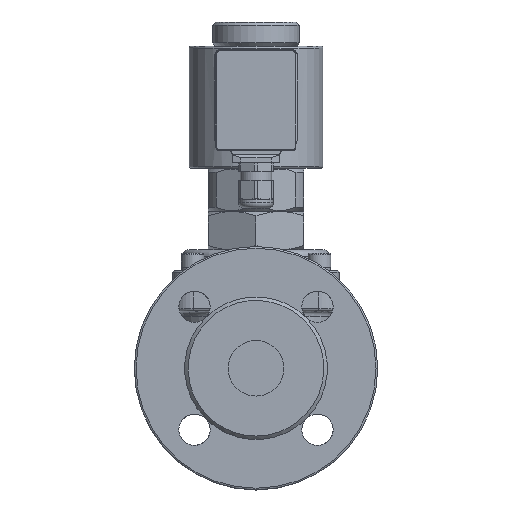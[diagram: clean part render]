
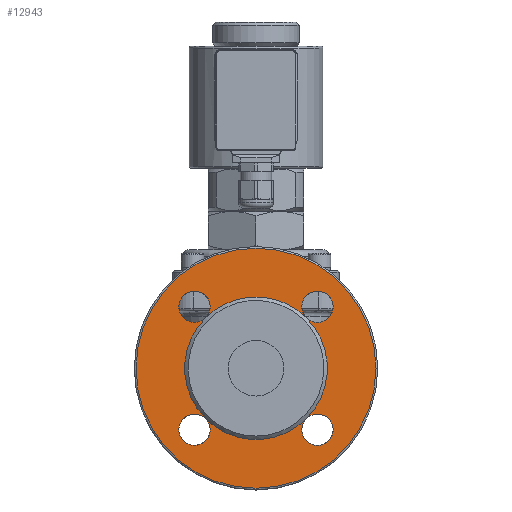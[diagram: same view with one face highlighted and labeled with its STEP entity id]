
A CAD part, front view. The second image highlights one B-rep face of the part: STEP entity #12943.
In plain terms, the highlighted planar face has unit normal (0, -1, 0).
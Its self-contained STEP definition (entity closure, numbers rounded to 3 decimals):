
#2795=PLANE('',#13781);
#3119=FACE_BOUND('',#4076,.T.);
#3253=FACE_OUTER_BOUND('',#4075,.T.);
#4075=EDGE_LOOP('',(#8782));
#4076=EDGE_LOOP('',(#8783,#8784,#8785,#8786,#8787,#8788,#8789,#8790));
#5012=CIRCLE('',#13771,9.);
#5014=CIRCLE('',#13774,9.);
#5016=CIRCLE('',#13777,9.);
#5018=CIRCLE('',#13780,9.);
#5019=CIRCLE('',#13782,69.);
#5020=CIRCLE('',#13783,41.);
#5021=CIRCLE('',#13784,41.);
#5022=CIRCLE('',#13785,41.);
#5023=CIRCLE('',#13786,41.);
#5442=VERTEX_POINT('',#17794);
#5444=VERTEX_POINT('',#17799);
#5446=VERTEX_POINT('',#17804);
#5448=VERTEX_POINT('',#17809);
#5449=VERTEX_POINT('',#17812);
#6757=EDGE_CURVE('',#5442,#5442,#5012,.T.);
#6759=EDGE_CURVE('',#5444,#5444,#5014,.T.);
#6761=EDGE_CURVE('',#5446,#5446,#5016,.T.);
#6763=EDGE_CURVE('',#5448,#5448,#5018,.T.);
#6764=EDGE_CURVE('',#5449,#5449,#5019,.T.);
#6765=EDGE_CURVE('',#5444,#5446,#5020,.T.);
#6766=EDGE_CURVE('',#5446,#5442,#5021,.T.);
#6767=EDGE_CURVE('',#5442,#5448,#5022,.T.);
#6768=EDGE_CURVE('',#5448,#5444,#5023,.T.);
#8782=ORIENTED_EDGE('',*,*,#6764,.F.);
#8783=ORIENTED_EDGE('',*,*,#6765,.T.);
#8784=ORIENTED_EDGE('',*,*,#6761,.T.);
#8785=ORIENTED_EDGE('',*,*,#6766,.T.);
#8786=ORIENTED_EDGE('',*,*,#6757,.T.);
#8787=ORIENTED_EDGE('',*,*,#6767,.T.);
#8788=ORIENTED_EDGE('',*,*,#6763,.T.);
#8789=ORIENTED_EDGE('',*,*,#6768,.T.);
#8790=ORIENTED_EDGE('',*,*,#6759,.T.);
#12943=ADVANCED_FACE('',(#3253,#3119),#2795,.T.);
#13771=AXIS2_PLACEMENT_3D('',#17795,#14850,#14851);
#13774=AXIS2_PLACEMENT_3D('',#17800,#14856,#14857);
#13777=AXIS2_PLACEMENT_3D('',#17805,#14862,#14863);
#13780=AXIS2_PLACEMENT_3D('',#17810,#14868,#14869);
#13781=AXIS2_PLACEMENT_3D('',#17811,#14870,#14871);
#13782=AXIS2_PLACEMENT_3D('',#17813,#14872,#14873);
#13783=AXIS2_PLACEMENT_3D('',#17814,#14874,#14875);
#13784=AXIS2_PLACEMENT_3D('',#17815,#14876,#14877);
#13785=AXIS2_PLACEMENT_3D('',#17816,#14878,#14879);
#13786=AXIS2_PLACEMENT_3D('',#17817,#14880,#14881);
#14850=DIRECTION('center_axis',(0.,1.,0.));
#14851=DIRECTION('ref_axis',(1.,0.,0.));
#14856=DIRECTION('center_axis',(0.,1.,0.));
#14857=DIRECTION('ref_axis',(1.,0.,0.));
#14862=DIRECTION('center_axis',(0.,1.,0.));
#14863=DIRECTION('ref_axis',(1.,0.,0.));
#14868=DIRECTION('center_axis',(0.,1.,0.));
#14869=DIRECTION('ref_axis',(1.,0.,0.));
#14870=DIRECTION('center_axis',(0.,-1.,0.));
#14871=DIRECTION('ref_axis',(0.,0.,-1.));
#14872=DIRECTION('center_axis',(0.,1.,0.));
#14873=DIRECTION('ref_axis',(0.,0.,-1.));
#14874=DIRECTION('center_axis',(0.,1.,0.));
#14875=DIRECTION('ref_axis',(0.,0.,1.));
#14876=DIRECTION('center_axis',(0.,1.,0.));
#14877=DIRECTION('ref_axis',(0.,0.,1.));
#14878=DIRECTION('center_axis',(0.,1.,0.));
#14879=DIRECTION('ref_axis',(0.,0.,1.));
#14880=DIRECTION('center_axis',(0.,1.,0.));
#14881=DIRECTION('ref_axis',(0.,0.,1.));
#17794=CARTESIAN_POINT('',(28.991,-88.,-28.991));
#17795=CARTESIAN_POINT('Origin',(35.355,-88.,-35.355));
#17799=CARTESIAN_POINT('',(-28.991,-88.,28.991));
#17800=CARTESIAN_POINT('Origin',(-35.355,-88.,35.355));
#17804=CARTESIAN_POINT('',(28.991,-88.,28.991));
#17805=CARTESIAN_POINT('Origin',(35.355,-88.,35.355));
#17809=CARTESIAN_POINT('',(-28.991,-88.,-28.991));
#17810=CARTESIAN_POINT('Origin',(-35.355,-88.,-35.355));
#17811=CARTESIAN_POINT('Origin',(0.,-88.,55.5));
#17812=CARTESIAN_POINT('',(0.,-88.,69.));
#17813=CARTESIAN_POINT('Origin',(0.,-88.,0.));
#17814=CARTESIAN_POINT('Origin',(0.,-88.,0.));
#17815=CARTESIAN_POINT('Origin',(0.,-88.,0.));
#17816=CARTESIAN_POINT('Origin',(0.,-88.,0.));
#17817=CARTESIAN_POINT('Origin',(0.,-88.,0.));
